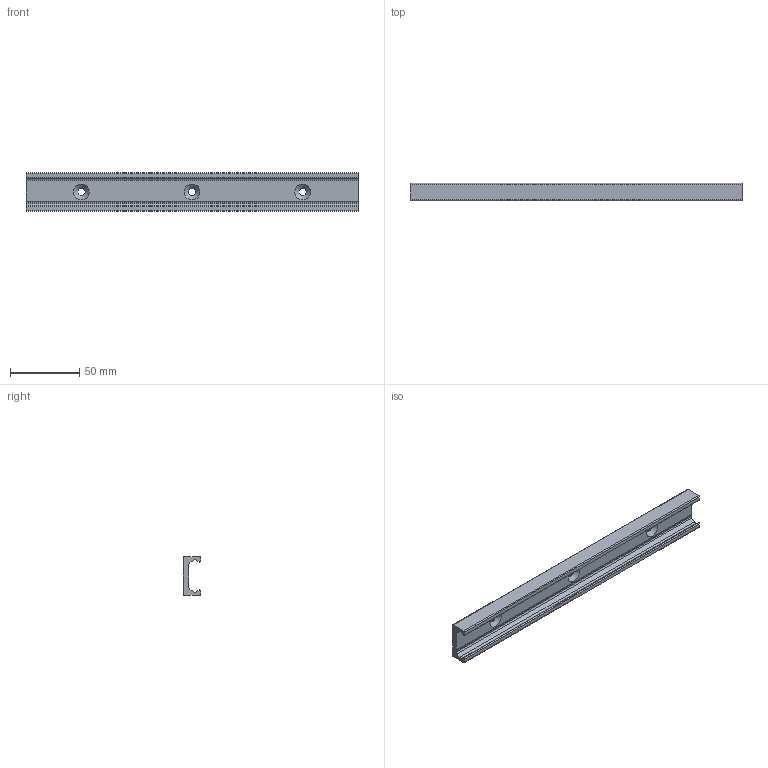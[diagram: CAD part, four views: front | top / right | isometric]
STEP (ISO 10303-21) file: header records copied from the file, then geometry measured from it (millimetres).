
FILE_DESCRIPTION((''),'2;1');
FILE_NAME('LCX 28H-0240.V.stp','2016-04-28T13:16:29',('MRathmann'),(''),'Autodesk Inventor 2012','Autodesk Inventor 2012','');
FILE_SCHEMA(('CONFIG_CONTROL_DESIGN'));
Length unit declared in the file: millimetre
Products named in the file (1): LCX 28H-0240.V
Bounding box: 240 x 12.3 x 28 mm (x, y, z)
Volume: 39002.1 mm3; surface area: 23426.1 mm2
Topology: 1 solids, 1 shells, 30 faces, 81 edges, 53 vertices
Faces by surface type: cylinder 14, plane 13, cone 3
Full cylindrical faces by diameter (mm): 5.5 x3
Entity records: 960 total; most frequent: DIRECTION 168, CARTESIAN_POINT 159, ORIENTED_EDGE 150, EDGE_CURVE 75, AXIS2_PLACEMENT_3D 62, VERTEX_POINT 53, VECTOR 44, LINE 44
